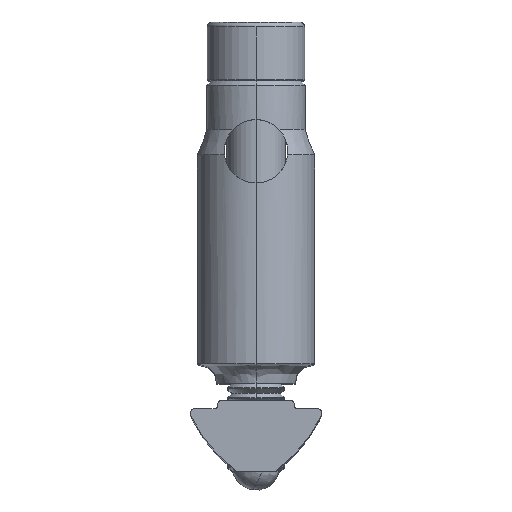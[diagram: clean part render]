
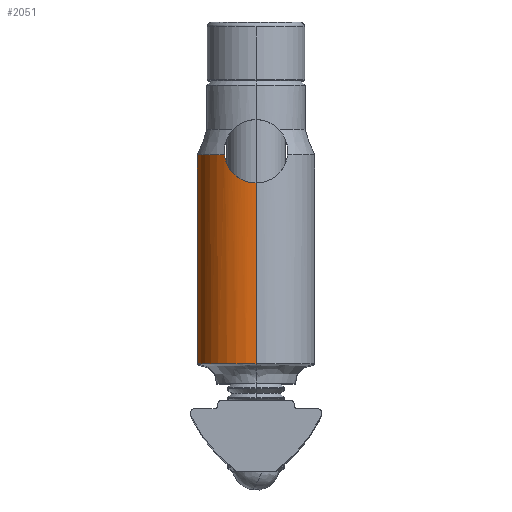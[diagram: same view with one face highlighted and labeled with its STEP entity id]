
A CAD part, top view. The second image highlights one B-rep face of the part: STEP entity #2051.
In plain terms, the highlighted cylindrical face has radius 6 mm (diameter 12 mm), a partial arc.
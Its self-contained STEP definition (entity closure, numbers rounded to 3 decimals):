
#170 = CARTESIAN_POINT ( 'NONE',  ( -2.689, 23.715, 76.565 ) ) ;
#324 = CARTESIAN_POINT ( 'NONE',  ( -2.45, 23.406, 76.678 ) ) ;
#392 = CARTESIAN_POINT ( 'NONE',  ( -2.319, 23.265, 76.736 ) ) ;
#466 = CARTESIAN_POINT ( 'NONE',  ( -2.031, 23.005, 76.848 ) ) ;
#569 = CARTESIAN_POINT ( 'NONE',  ( 0., 1.8, 71.2 ) ) ;
#720 = CARTESIAN_POINT ( 'NONE',  ( 0., 3.8, 77.2 ) ) ;
#863 = DIRECTION ( 'NONE',  ( 0., 0., -1. ) ) ;
#927 = CARTESIAN_POINT ( 'NONE',  ( -1.873, 22.887, 76.903 ) ) ;
#991 = CARTESIAN_POINT ( 'NONE',  ( -1.539, 22.681, 77.002 ) ) ;
#1061 = CARTESIAN_POINT ( 'NONE',  ( -1.364, 22.593, 77.046 ) ) ;
#1085 = CARTESIAN_POINT ( 'NONE',  ( -0.993, 22.449, 77.12 ) ) ;
#1154 = DIRECTION ( 'NONE',  ( 0., -1., 0. ) ) ;
#1165 = CARTESIAN_POINT ( 'NONE',  ( -0.798, 22.393, 77.15 ) ) ;
#1211 = CARTESIAN_POINT ( 'NONE',  ( -0.404, 22.319, 77.19 ) ) ;
#1969 = CARTESIAN_POINT ( 'NONE',  ( 0., 22.3, 65.2 ) ) ;
#2037 = CARTESIAN_POINT ( 'NONE',  ( -0.204, 22.3, 65.2 ) ) ;
#2051 = ADVANCED_FACE ( 'NONE', ( #8727 ), #2171, .T. ) ;
#2171 = CYLINDRICAL_SURFACE ( 'NONE', #12654, 6. ) ;
#2181 = CARTESIAN_POINT ( 'NONE',  ( -0.804, 22.395, 65.251 ) ) ;
#2215 = CARTESIAN_POINT ( 'NONE',  ( -0.995, 22.45, 65.28 ) ) ;
#2230 = CARTESIAN_POINT ( 'NONE',  ( 0., 22.3, 77.2 ) ) ;
#2264 = CARTESIAN_POINT ( 'NONE',  ( -1.363, 22.593, 65.354 ) ) ;
#2355 = CARTESIAN_POINT ( 'NONE',  ( -1.542, 22.683, 65.399 ) ) ;
#2619 = ORIENTED_EDGE ( 'NONE', *, *, #10555, .T. ) ;
#2641 = CARTESIAN_POINT ( 'NONE',  ( -1.876, 22.889, 65.498 ) ) ;
#2654 = EDGE_CURVE ( 'NONE', #12758, #19298, #9925, .T. ) ;
#2770 = EDGE_CURVE ( 'NONE', #20671, #20825, #18921, .T. ) ;
#2857 = CARTESIAN_POINT ( 'NONE',  ( -2.031, 23.005, 65.552 ) ) ;
#2897 = CARTESIAN_POINT ( 'NONE',  ( -0.204, 22.3, 77.2 ) ) ;
#3016 = CARTESIAN_POINT ( 'NONE',  ( -2.319, 23.264, 65.664 ) ) ;
#3143 = CARTESIAN_POINT ( 'NONE',  ( -2.452, 23.408, 65.722 ) ) ;
#3242 = EDGE_CURVE ( 'NONE', #12758, #15368, #18101, .T. ) ;
#3311 = CARTESIAN_POINT ( 'NONE',  ( -2.69, 23.716, 65.835 ) ) ;
#3377 = CARTESIAN_POINT ( 'NONE',  ( -2.794, 23.879, 65.889 ) ) ;
#3452 = CARTESIAN_POINT ( 'NONE',  ( -2.975, 24.228, 65.989 ) ) ;
#3536 = CARTESIAN_POINT ( 'NONE',  ( -3.051, 24.413, 66.033 ) ) ;
#3672 = EDGE_CURVE ( 'NONE', #6357, #20671, #21005, .T. ) ;
#3737 = CARTESIAN_POINT ( 'NONE',  ( -3.167, 24.792, 66.103 ) ) ;
#3973 = CARTESIAN_POINT ( 'NONE',  ( -3.207, 24.987, 66.129 ) ) ;
#4418 = CARTESIAN_POINT ( 'NONE',  ( -3.23, 25.19, 76.256 ) ) ;
#4823 = CARTESIAN_POINT ( 'NONE',  ( 0., 3.8, 71.2 ) ) ;
#5541 = VECTOR ( 'NONE', #11909, 1000. ) ;
#5793 = VECTOR ( 'NONE', #5942, 1000. ) ;
#5942 = DIRECTION ( 'NONE',  ( 0., -1., 0. ) ) ;
#6072 = CARTESIAN_POINT ( 'NONE',  ( 0., 1.8, 65.2 ) ) ;
#6350 = CARTESIAN_POINT ( 'NONE',  ( -3.23, 25.19, 66.144 ) ) ;
#6357 = VERTEX_POINT ( 'NONE', #7517 ) ;
#6483 = DIRECTION ( 'NONE',  ( 0., 0., -1. ) ) ;
#7358 = CARTESIAN_POINT ( 'NONE',  ( 0., 22.3, 77.2 ) ) ;
#7517 = CARTESIAN_POINT ( 'NONE',  ( -3.23, 25.19, 66.144 ) ) ;
#7879 = CARTESIAN_POINT ( 'NONE',  ( 0., 3.8, 65.2 ) ) ;
#8727 = FACE_OUTER_BOUND ( 'NONE', #13319, .T. ) ;
#9730 = EDGE_CURVE ( 'NONE', #15368, #6357, #17797, .T. ) ;
#9925 = LINE ( 'NONE', #11846, #5541 ) ;
#10555 = EDGE_CURVE ( 'NONE', #20825, #19298, #12890, .T. ) ;
#10849 = DIRECTION ( 'NONE',  ( 0., -1., 0. ) ) ;
#11178 = CARTESIAN_POINT ( 'NONE',  ( -0.409, 22.32, 65.211 ) ) ;
#11643 = DIRECTION ( 'NONE',  ( 0., 0., -1. ) ) ;
#11846 = CARTESIAN_POINT ( 'NONE',  ( 0., 1.8, 77.2 ) ) ;
#11909 = DIRECTION ( 'NONE',  ( 0., -1., 0. ) ) ;
#12116 = AXIS2_PLACEMENT_3D ( 'NONE', #4823, #16317, #6483 ) ;
#12654 = AXIS2_PLACEMENT_3D ( 'NONE', #569, #1154, #11643 ) ;
#12758 = VERTEX_POINT ( 'NONE', #7358 ) ;
#12890 = CIRCLE ( 'NONE', #12116, 6. ) ;
#13319 = EDGE_LOOP ( 'NONE', ( #17718, #16868, #20057, #21032, #20802, #2619 ) ) ;
#15368 = VERTEX_POINT ( 'NONE', #4418 ) ;
#16317 = DIRECTION ( 'NONE',  ( 0., 1., 0. ) ) ;
#16868 = ORIENTED_EDGE ( 'NONE', *, *, #3242, .T. ) ;
#17718 = ORIENTED_EDGE ( 'NONE', *, *, #2654, .F. ) ;
#17729 = CARTESIAN_POINT ( 'NONE',  ( -3.23, 25.19, 76.256 ) ) ;
#17797 = CIRCLE ( 'NONE', #20222, 6. ) ;
#18101 = B_SPLINE_CURVE_WITH_KNOTS ( 'NONE', 3,
 ( #2230, #2897, #1211, #1165, #1085, #1061, #991, #927, #466, #392, #324, #170, #20886, #20649, #20865, #19849, #18306, #17729 ),
 .UNSPECIFIED., .F., .F.,
 ( 4, 2, 2, 2, 2, 2, 2, 2, 4 ),
 ( 0.005, 0.005, 0.006, 0.007, 0.007, 0.008, 0.008, 0.009, 0.01 ),
 .UNSPECIFIED. ) ;
#18306 = CARTESIAN_POINT ( 'NONE',  ( -3.207, 24.987, 76.271 ) ) ;
#18921 = LINE ( 'NONE', #6072, #5793 ) ;
#19298 = VERTEX_POINT ( 'NONE', #720 ) ;
#19849 = CARTESIAN_POINT ( 'NONE',  ( -3.166, 24.789, 76.297 ) ) ;
#20057 = ORIENTED_EDGE ( 'NONE', *, *, #9730, .T. ) ;
#20222 = AXIS2_PLACEMENT_3D ( 'NONE', #20740, #10849, #863 ) ;
#20649 = CARTESIAN_POINT ( 'NONE',  ( -2.974, 24.225, 76.412 ) ) ;
#20671 = VERTEX_POINT ( 'NONE', #20684 ) ;
#20684 = CARTESIAN_POINT ( 'NONE',  ( 0., 22.3, 65.2 ) ) ;
#20740 = CARTESIAN_POINT ( 'NONE',  ( 0., 25.19, 71.2 ) ) ;
#20802 = ORIENTED_EDGE ( 'NONE', *, *, #2770, .T. ) ;
#20825 = VERTEX_POINT ( 'NONE', #7879 ) ;
#20865 = CARTESIAN_POINT ( 'NONE',  ( -3.049, 24.406, 76.368 ) ) ;
#20886 = CARTESIAN_POINT ( 'NONE',  ( -2.795, 23.879, 76.51 ) ) ;
#21005 = B_SPLINE_CURVE_WITH_KNOTS ( 'NONE', 3,
 ( #6350, #3973, #3737, #3536, #3452, #3377, #3311, #3143, #3016, #2857, #2641, #2355, #2264, #2215, #2181, #11178, #2037, #1969 ),
 .UNSPECIFIED., .F., .F.,
 ( 4, 2, 2, 2, 2, 2, 2, 2, 4 ),
 ( -0.005, -0.004, -0.004, -0.003, -0.002, -0.002, -0.001, -0.001, 0. ),
 .UNSPECIFIED. ) ;
#21032 = ORIENTED_EDGE ( 'NONE', *, *, #3672, .T. ) ;
